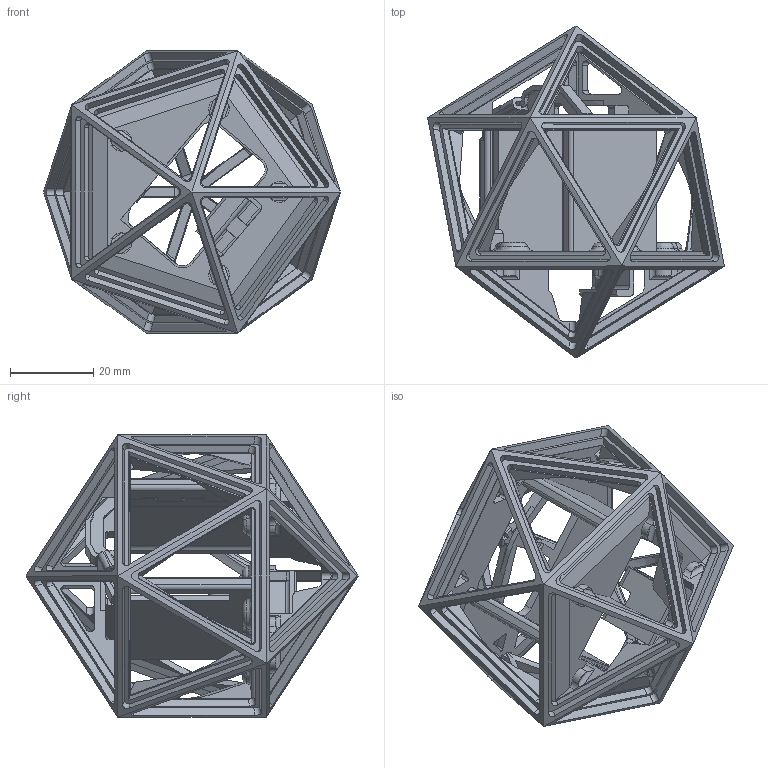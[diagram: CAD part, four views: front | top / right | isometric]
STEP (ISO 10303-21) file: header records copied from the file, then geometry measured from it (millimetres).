
FILE_DESCRIPTION(/* description */ (''),/* implementation_level */ '2;1');
FILE_NAME(/* name */ 'd20_enclosure_r0.1.step',/* time_stamp */ '2021-05-08T18:10:54+10:00',/* author */ (''),/* organization */ (''),/* preprocessor_version */ 'ST-DEVELOPER v18.1',/* originating_system */ 'Autodesk Translation Framework v10.6.0.1341',/* authorisation */ '');
FILE_SCHEMA (('AUTOMOTIVE_DESIGN { 1 0 10303 214 3 1 1 }'));
Length unit declared in the file: millimetre
Products named in the file (3): d20_enclosure_r0.1; enclosure: top; enclosure: bottom
Assembly tree (2 placements, depth 2):
  d20_enclosure_r0.1
    enclosure: top
    enclosure: bottom
Bounding box: 71.45 x 79.89 x 67.96 mm (x, y, z)
Volume: 23379.9 mm3; surface area: 34914.8 mm2
Topology: 2 solids, 8 shells, 1011 faces, 2808 edges, 1822 vertices
Faces by surface type: plane 574, cylinder 333, bspline 56, torus 47, sphere 1
Full cylindrical faces by diameter (mm): 3.1 x10, 4 x4, 4.2 x4
Entity records: 35142 total; most frequent: CARTESIAN_POINT 8887, ORIENTED_EDGE 5616, DIRECTION 5370, EDGE_CURVE 2808, VERTEX_POINT 1822, AXIS2_PLACEMENT_3D 1793, LINE 1784, VECTOR 1784
